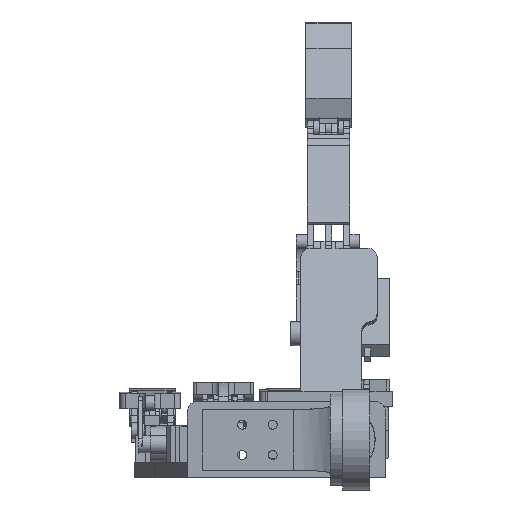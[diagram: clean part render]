
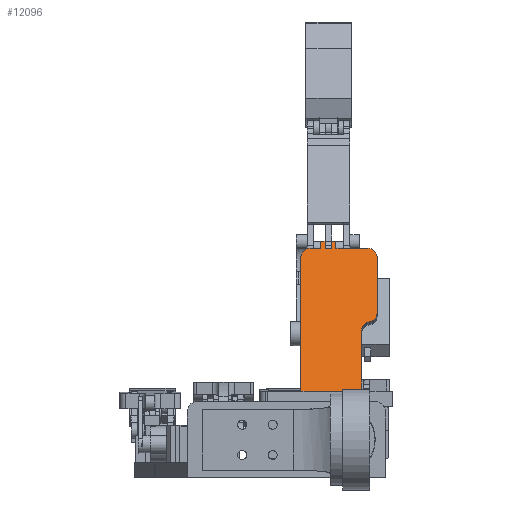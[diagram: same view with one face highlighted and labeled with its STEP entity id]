
A CAD part, front view. The second image highlights one B-rep face of the part: STEP entity #12096.
In plain terms, the highlighted face is planar.
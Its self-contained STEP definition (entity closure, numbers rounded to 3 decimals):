
#747=PLANE('',#13013);
#1156=FACE_OUTER_BOUND('',#1824,.T.);
#1824=EDGE_LOOP('',(#8599,#8600,#8601,#8602,#8603,#8604,#8605,#8606,#8607,
#8608,#8609,#8610,#8611,#8612,#8613,#8614,#8615));
#2731=CIRCLE('',#13011,3.);
#2732=CIRCLE('',#13014,3.);
#2733=CIRCLE('',#13015,3.);
#2734=CIRCLE('',#13016,3.);
#3241=LINE('',#17865,#4404);
#3243=LINE('',#17871,#4406);
#3248=LINE('',#17886,#4411);
#3251=LINE('',#17892,#4414);
#3252=LINE('',#17894,#4415);
#3253=LINE('',#17896,#4416);
#3254=LINE('',#17898,#4417);
#3255=LINE('',#17900,#4418);
#3256=LINE('',#17902,#4419);
#3257=LINE('',#17904,#4420);
#3258=LINE('',#17906,#4421);
#3259=LINE('',#17908,#4422);
#3260=LINE('',#17910,#4423);
#4404=VECTOR('',#14362,10.);
#4406=VECTOR('',#14366,10.);
#4411=VECTOR('',#14379,10.);
#4414=VECTOR('',#14384,10.);
#4415=VECTOR('',#14385,10.);
#4416=VECTOR('',#14386,10.);
#4417=VECTOR('',#14387,10.);
#4418=VECTOR('',#14388,10.);
#4419=VECTOR('',#14389,10.);
#4420=VECTOR('',#14390,10.);
#4421=VECTOR('',#14391,10.);
#4422=VECTOR('',#14392,10.);
#4423=VECTOR('',#14395,10.);
#5560=VERTEX_POINT('',#17858);
#5563=VERTEX_POINT('',#17863);
#5565=VERTEX_POINT('',#17868);
#5566=VERTEX_POINT('',#17870);
#5570=VERTEX_POINT('',#17879);
#5571=VERTEX_POINT('',#17881);
#5572=VERTEX_POINT('',#17885);
#5574=VERTEX_POINT('',#17891);
#5575=VERTEX_POINT('',#17893);
#5576=VERTEX_POINT('',#17895);
#5577=VERTEX_POINT('',#17897);
#5578=VERTEX_POINT('',#17899);
#5579=VERTEX_POINT('',#17901);
#5580=VERTEX_POINT('',#17903);
#5581=VERTEX_POINT('',#17905);
#5582=VERTEX_POINT('',#17907);
#5583=VERTEX_POINT('',#17911);
#6745=EDGE_CURVE('',#5560,#5563,#3241,.T.);
#6747=EDGE_CURVE('',#5566,#5565,#3243,.T.);
#6752=EDGE_CURVE('',#5570,#5571,#2731,.T.);
#6754=EDGE_CURVE('',#5572,#5571,#3248,.T.);
#6757=EDGE_CURVE('',#5570,#5574,#3251,.T.);
#6758=EDGE_CURVE('',#5574,#5575,#3252,.T.);
#6759=EDGE_CURVE('',#5575,#5576,#3253,.T.);
#6760=EDGE_CURVE('',#5576,#5577,#3254,.T.);
#6761=EDGE_CURVE('',#5577,#5578,#3255,.T.);
#6762=EDGE_CURVE('',#5578,#5579,#3256,.T.);
#6763=EDGE_CURVE('',#5579,#5580,#3257,.T.);
#6764=EDGE_CURVE('',#5580,#5581,#3258,.T.);
#6765=EDGE_CURVE('',#5581,#5582,#3259,.T.);
#6766=EDGE_CURVE('',#5566,#5582,#2732,.T.);
#6767=EDGE_CURVE('',#5565,#5560,#3260,.T.);
#6768=EDGE_CURVE('',#5583,#5563,#2733,.T.);
#6769=EDGE_CURVE('',#5572,#5583,#2734,.T.);
#8599=ORIENTED_EDGE('',*,*,#6752,.F.);
#8600=ORIENTED_EDGE('',*,*,#6757,.T.);
#8601=ORIENTED_EDGE('',*,*,#6758,.T.);
#8602=ORIENTED_EDGE('',*,*,#6759,.T.);
#8603=ORIENTED_EDGE('',*,*,#6760,.T.);
#8604=ORIENTED_EDGE('',*,*,#6761,.T.);
#8605=ORIENTED_EDGE('',*,*,#6762,.T.);
#8606=ORIENTED_EDGE('',*,*,#6763,.T.);
#8607=ORIENTED_EDGE('',*,*,#6764,.T.);
#8608=ORIENTED_EDGE('',*,*,#6765,.T.);
#8609=ORIENTED_EDGE('',*,*,#6766,.F.);
#8610=ORIENTED_EDGE('',*,*,#6747,.T.);
#8611=ORIENTED_EDGE('',*,*,#6767,.T.);
#8612=ORIENTED_EDGE('',*,*,#6745,.T.);
#8613=ORIENTED_EDGE('',*,*,#6768,.F.);
#8614=ORIENTED_EDGE('',*,*,#6769,.F.);
#8615=ORIENTED_EDGE('',*,*,#6754,.T.);
#12096=ADVANCED_FACE('',(#1156),#747,.T.);
#13011=AXIS2_PLACEMENT_3D('',#17882,#14374,#14375);
#13013=AXIS2_PLACEMENT_3D('',#17890,#14382,#14383);
#13014=AXIS2_PLACEMENT_3D('',#17909,#14393,#14394);
#13015=AXIS2_PLACEMENT_3D('',#17912,#14396,#14397);
#13016=AXIS2_PLACEMENT_3D('',#17913,#14398,#14399);
#14362=DIRECTION('',(1.,0.,0.));
#14366=DIRECTION('',(-1.,0.,0.));
#14374=DIRECTION('center_axis',(0.,0.,1.));
#14375=DIRECTION('ref_axis',(0.707,0.707,0.));
#14379=DIRECTION('',(1.,0.,0.));
#14382=DIRECTION('center_axis',(0.,0.,-1.));
#14383=DIRECTION('ref_axis',(-1.,0.,0.));
#14384=DIRECTION('',(0.,-1.,0.));
#14385=DIRECTION('',(1.,0.,0.));
#14386=DIRECTION('',(0.,-1.,0.));
#14387=DIRECTION('',(-1.,0.,0.));
#14388=DIRECTION('',(0.,-1.,0.));
#14389=DIRECTION('',(1.,0.,0.));
#14390=DIRECTION('',(0.,-1.,0.));
#14391=DIRECTION('',(-1.,0.,0.));
#14392=DIRECTION('',(0.,-1.,0.));
#14393=DIRECTION('center_axis',(0.,0.,1.));
#14394=DIRECTION('ref_axis',(0.707,-0.707,0.));
#14395=DIRECTION('',(0.,1.,0.));
#14396=DIRECTION('center_axis',(0.,0.,-1.));
#14397=DIRECTION('ref_axis',(0.707,-0.707,0.));
#14398=DIRECTION('center_axis',(0.,0.,1.));
#14399=DIRECTION('ref_axis',(0.,-1.,0.));
#17858=CARTESIAN_POINT('',(-82.987,-25.545,-3.));
#17863=CARTESIAN_POINT('',(-61.676,-25.545,-3.));
#17865=CARTESIAN_POINT('',(-64.44,-25.545,-3.));
#17868=CARTESIAN_POINT('',(-82.987,-45.545,-3.));
#17870=CARTESIAN_POINT('',(-36.045,-45.545,-3.));
#17871=CARTESIAN_POINT('',(-50.78,-45.545,-3.));
#17879=CARTESIAN_POINT('',(-33.045,-23.545,-3.));
#17881=CARTESIAN_POINT('',(-36.045,-20.545,-3.));
#17882=CARTESIAN_POINT('Origin',(-36.045,-23.545,-3.));
#17885=CARTESIAN_POINT('',(-55.76,-20.545,-3.));
#17886=CARTESIAN_POINT('',(-86.251,-20.545,-3.));
#17890=CARTESIAN_POINT('Origin',(-68.516,-25.045,-3.));
#17891=CARTESIAN_POINT('',(-33.045,-34.045,-3.));
#17892=CARTESIAN_POINT('',(-33.045,-27.545,-3.));
#17893=CARTESIAN_POINT('',(-30.587,-34.045,-3.));
#17894=CARTESIAN_POINT('',(-30.587,-34.045,-3.));
#17895=CARTESIAN_POINT('',(-30.587,-35.545,-3.));
#17896=CARTESIAN_POINT('',(-30.587,-35.545,-3.));
#17897=CARTESIAN_POINT('',(-33.045,-35.545,-3.));
#17898=CARTESIAN_POINT('',(-33.687,-35.545,-3.));
#17899=CARTESIAN_POINT('',(-33.045,-37.645,-3.));
#17900=CARTESIAN_POINT('',(-33.045,-27.545,-3.));
#17901=CARTESIAN_POINT('',(-30.587,-37.645,-3.));
#17902=CARTESIAN_POINT('',(-30.587,-37.645,-3.));
#17903=CARTESIAN_POINT('',(-30.587,-39.145,-3.));
#17904=CARTESIAN_POINT('',(-30.587,-39.145,-3.));
#17905=CARTESIAN_POINT('',(-33.045,-39.145,-3.));
#17906=CARTESIAN_POINT('',(-38.187,-39.145,-3.));
#17907=CARTESIAN_POINT('',(-33.045,-42.545,-3.));
#17908=CARTESIAN_POINT('',(-33.045,-27.545,-3.));
#17909=CARTESIAN_POINT('Origin',(-36.045,-42.545,-3.));
#17910=CARTESIAN_POINT('',(-82.987,-36.295,-3.));
#17911=CARTESIAN_POINT('',(-58.718,-23.045,-3.));
#17912=CARTESIAN_POINT('Origin',(-61.676,-22.545,-3.));
#17913=CARTESIAN_POINT('Origin',(-55.76,-23.545,-3.));
